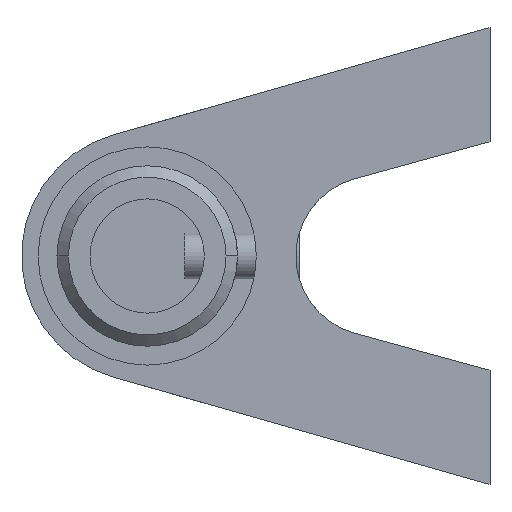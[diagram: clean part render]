
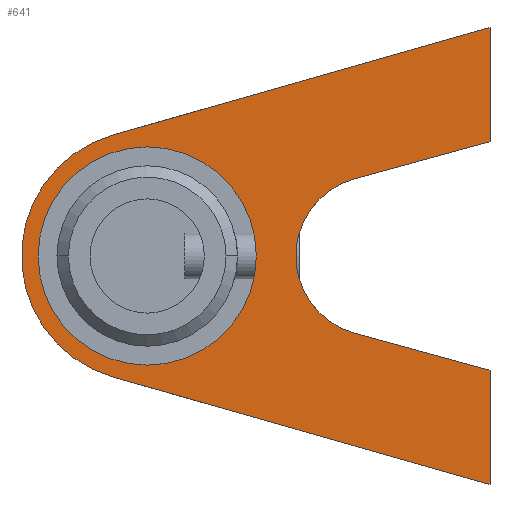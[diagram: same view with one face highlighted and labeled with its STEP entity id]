
A CAD part, left-side view. The second image highlights one B-rep face of the part: STEP entity #641.
In plain terms, the highlighted planar face has unit normal (-1, 0, 0).
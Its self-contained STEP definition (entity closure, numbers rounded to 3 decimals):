
#137 = CARTESIAN_POINT ( 'NONE',  ( -10., 0., 0. ) ) ;
#138 = DIRECTION ( 'NONE',  ( 1., 0., 0. ) ) ;
#139 = DIRECTION ( 'NONE',  ( 0., 0., -1. ) ) ;
#172 = LINE ( 'NONE', #173, #2355 ) ;
#173 = CARTESIAN_POINT ( 'NONE',  ( -10., 3.018, -10.578 ) ) ;
#174 = DIRECTION ( 'NONE',  ( 0., 0.962, 0.274 ) ) ;
#208 = CARTESIAN_POINT ( 'NONE',  ( -10., -20., 0. ) ) ;
#215 = DIRECTION ( 'NONE',  ( -1., 0., 0. ) ) ;
#216 = DIRECTION ( 'NONE',  ( 0., 0., -1. ) ) ;
#280 = CARTESIAN_POINT ( 'NONE',  ( -10., 0., 0. ) ) ;
#281 = DIRECTION ( 'NONE',  ( 1., 0., 0. ) ) ;
#282 = DIRECTION ( 'NONE',  ( 0., 0., -1. ) ) ;
#641 = ADVANCED_FACE ( 'NONE', ( #2370, #2374 ), #1582, .F. ) ;
#700 = EDGE_CURVE ( 'NONE', #901, #816, #2761, .T. ) ;
#701 = EDGE_CURVE ( 'NONE', #816, #819, #1078, .T. ) ;
#702 = EDGE_CURVE ( 'NONE', #818, #870, #1081, .T. ) ;
#703 = EDGE_CURVE ( 'NONE', #863, #818, #1084, .T. ) ;
#704 = EDGE_CURVE ( 'NONE', #815, #882, #1087, .T. ) ;
#706 = EDGE_CURVE ( 'NONE', #819, #815, #1093, .T. ) ;
#815 = VERTEX_POINT ( 'NONE', #1146 ) ;
#816 = VERTEX_POINT ( 'NONE', #1147 ) ;
#818 = VERTEX_POINT ( 'NONE', #1149 ) ;
#819 = VERTEX_POINT ( 'NONE', #1150 ) ;
#863 = VERTEX_POINT ( 'NONE', #1159 ) ;
#870 = VERTEX_POINT ( 'NONE', #1166 ) ;
#882 = VERTEX_POINT ( 'NONE', #1178 ) ;
#887 = VERTEX_POINT ( 'NONE', #1183 ) ;
#891 = VERTEX_POINT ( 'NONE', #1187 ) ;
#901 = VERTEX_POINT ( 'NONE', #1197 ) ;
#1074 = CARTESIAN_POINT ( 'NONE',  ( -10., 0., 0. ) ) ;
#1075 = DIRECTION ( 'NONE',  ( 1., 0., 0. ) ) ;
#1076 = DIRECTION ( 'NONE',  ( 0., 0., -1. ) ) ;
#1078 = LINE ( 'NONE', #1079, #2442 ) ;
#1079 = CARTESIAN_POINT ( 'NONE',  ( -10., 3.018, 10.578 ) ) ;
#1080 = DIRECTION ( 'NONE',  ( 0., -0.962, 0.274 ) ) ;
#1081 = LINE ( 'NONE', #1082, #2443 ) ;
#1082 = CARTESIAN_POINT ( 'NONE',  ( -10., -30., -10. ) ) ;
#1083 = DIRECTION ( 'NONE',  ( 0., 0., -1. ) ) ;
#1084 = LINE ( 'NONE', #1085, #2444 ) ;
#1085 = CARTESIAN_POINT ( 'NONE',  ( -10., -18.149, -6.751 ) ) ;
#1086 = DIRECTION ( 'NONE',  ( 0., -0.964, -0.264 ) ) ;
#1087 = LINE ( 'NONE', #1088, #2445 ) ;
#1088 = CARTESIAN_POINT ( 'NONE',  ( -10., -18.149, 6.751 ) ) ;
#1089 = DIRECTION ( 'NONE',  ( 0., 0.964, -0.264 ) ) ;
#1093 = LINE ( 'NONE', #1094, #2447 ) ;
#1094 = CARTESIAN_POINT ( 'NONE',  ( -10., -30., 20. ) ) ;
#1095 = DIRECTION ( 'NONE',  ( 0., 0., -1. ) ) ;
#1146 = CARTESIAN_POINT ( 'NONE',  ( -10., -30., 10. ) ) ;
#1147 = CARTESIAN_POINT ( 'NONE',  ( -10., 3.018, 10.578 ) ) ;
#1149 = CARTESIAN_POINT ( 'NONE',  ( -10., -30., -10. ) ) ;
#1150 = CARTESIAN_POINT ( 'NONE',  ( -10., -30., 20. ) ) ;
#1159 = CARTESIAN_POINT ( 'NONE',  ( -10., -18.149, -6.751 ) ) ;
#1166 = CARTESIAN_POINT ( 'NONE',  ( -10., -30., -20. ) ) ;
#1178 = CARTESIAN_POINT ( 'NONE',  ( -10., -18.149, 6.751 ) ) ;
#1183 = CARTESIAN_POINT ( 'NONE',  ( -10., 0., 9.55 ) ) ;
#1187 = CARTESIAN_POINT ( 'NONE',  ( -10., 0., -9.55 ) ) ;
#1197 = CARTESIAN_POINT ( 'NONE',  ( -10., 3.018, -10.578 ) ) ;
#1582 = PLANE ( 'NONE',  #2366 ) ;
#1586 = CARTESIAN_POINT ( 'NONE',  ( -10., -20., 0. ) ) ;
#1587 = DIRECTION ( 'NONE',  ( 1., 0., 0. ) ) ;
#1588 = DIRECTION ( 'NONE',  ( 0., 0., -1. ) ) ;
#2032 = ORIENTED_EDGE ( 'NONE', *, *, #701, .F. ) ;
#2033 = ORIENTED_EDGE ( 'NONE', *, *, #2156, .F. ) ;
#2034 = ORIENTED_EDGE ( 'NONE', *, *, #700, .F. ) ;
#2035 = ORIENTED_EDGE ( 'NONE', *, *, #702, .F. ) ;
#2036 = ORIENTED_EDGE ( 'NONE', *, *, #2169, .F. ) ;
#2037 = ORIENTED_EDGE ( 'NONE', *, *, #703, .F. ) ;
#2038 = ORIENTED_EDGE ( 'NONE', *, *, #704, .F. ) ;
#2039 = ORIENTED_EDGE ( 'NONE', *, *, #706, .F. ) ;
#2040 = ORIENTED_EDGE ( 'NONE', *, *, #2175, .T. ) ;
#2041 = ORIENTED_EDGE ( 'NONE', *, *, #2145, .T. ) ;
#2145 = EDGE_CURVE ( 'NONE', #887, #891, #2787, .T. ) ;
#2156 = EDGE_CURVE ( 'NONE', #870, #901, #172, .T. ) ;
#2169 = EDGE_CURVE ( 'NONE', #882, #863, #2792, .T. ) ;
#2175 = EDGE_CURVE ( 'NONE', #891, #887, #2795, .T. ) ;
#2252 = EDGE_LOOP ( 'NONE', ( #2041, #2040 ) ) ;
#2253 = EDGE_LOOP ( 'NONE', ( #2032, #2034, #2033, #2035, #2037, #2036, #2038, #2039 ) ) ;
#2341 = AXIS2_PLACEMENT_3D ( 'NONE', #137, #138, #139 ) ;
#2355 = VECTOR ( 'NONE', #174, 1000. ) ;
#2366 = AXIS2_PLACEMENT_3D ( 'NONE', #1586, #1587, #1588 ) ;
#2370 = FACE_OUTER_BOUND ( 'NONE', #2253, .T. ) ;
#2374 = FACE_BOUND ( 'NONE', #2252, .T. ) ;
#2440 = AXIS2_PLACEMENT_3D ( 'NONE', #1074, #1075, #1076 ) ;
#2442 = VECTOR ( 'NONE', #1080, 1000. ) ;
#2443 = VECTOR ( 'NONE', #1083, 1000. ) ;
#2444 = VECTOR ( 'NONE', #1086, 1000. ) ;
#2445 = VECTOR ( 'NONE', #1089, 1000. ) ;
#2447 = VECTOR ( 'NONE', #1095, 1000. ) ;
#2536 = AXIS2_PLACEMENT_3D ( 'NONE', #208, #215, #216 ) ;
#2542 = AXIS2_PLACEMENT_3D ( 'NONE', #280, #281, #282 ) ;
#2761 = CIRCLE ( 'NONE', #2440, 11. ) ;
#2787 = CIRCLE ( 'NONE', #2341, 9.55 ) ;
#2792 = CIRCLE ( 'NONE', #2536, 7. ) ;
#2795 = CIRCLE ( 'NONE', #2542, 9.55 ) ;
